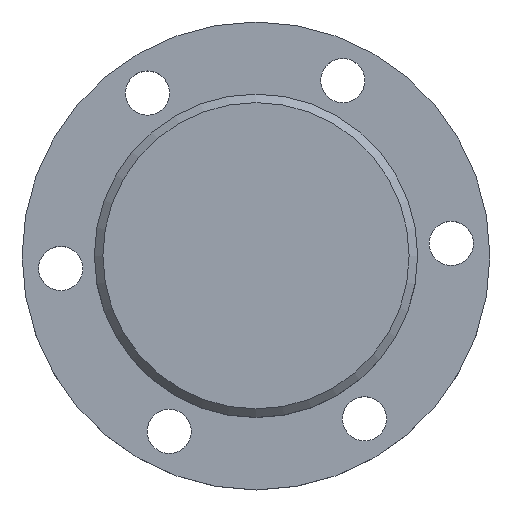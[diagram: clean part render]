
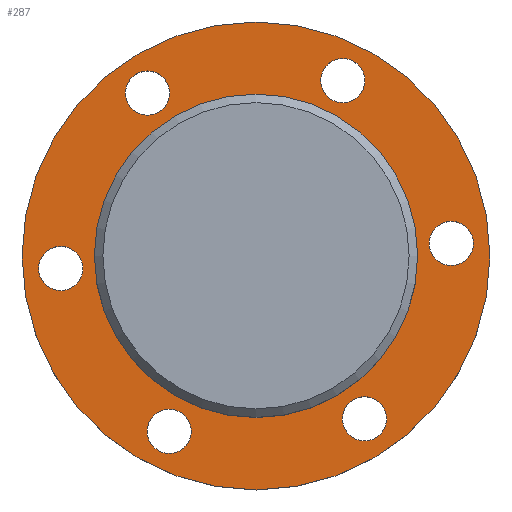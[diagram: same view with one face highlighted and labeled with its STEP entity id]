
A CAD part, top view. The second image highlights one B-rep face of the part: STEP entity #287.
In plain terms, the highlighted planar face has unit normal (0, 0, 1).
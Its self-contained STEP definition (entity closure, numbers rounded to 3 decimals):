
#23=FACE_BOUND('',#76,.T.);
#24=FACE_BOUND('',#77,.T.);
#25=FACE_BOUND('',#78,.T.);
#26=FACE_BOUND('',#79,.T.);
#27=FACE_BOUND('',#80,.T.);
#28=FACE_BOUND('',#81,.T.);
#29=FACE_BOUND('',#82,.T.);
#35=PLANE('',#337);
#49=FACE_OUTER_BOUND('',#75,.T.);
#75=EDGE_LOOP('',(#235));
#76=EDGE_LOOP('',(#236));
#77=EDGE_LOOP('',(#237));
#78=EDGE_LOOP('',(#238));
#79=EDGE_LOOP('',(#239));
#80=EDGE_LOOP('',(#240));
#81=EDGE_LOOP('',(#241));
#82=EDGE_LOOP('',(#242));
#115=CIRCLE('',#310,27.5);
#118=CIRCLE('',#315,19.);
#129=CIRCLE('',#332,2.6);
#132=CIRCLE('',#338,2.6);
#133=CIRCLE('',#339,2.6);
#134=CIRCLE('',#340,2.6);
#135=CIRCLE('',#341,2.6);
#136=CIRCLE('',#342,2.6);
#138=VERTEX_POINT('',#449);
#141=VERTEX_POINT('',#459);
#152=VERTEX_POINT('',#490);
#155=VERTEX_POINT('',#501);
#156=VERTEX_POINT('',#503);
#157=VERTEX_POINT('',#505);
#158=VERTEX_POINT('',#507);
#159=VERTEX_POINT('',#509);
#162=EDGE_CURVE('',#138,#138,#115,.T.);
#167=EDGE_CURVE('',#141,#141,#118,.F.);
#180=EDGE_CURVE('',#152,#152,#129,.T.);
#185=EDGE_CURVE('',#155,#155,#132,.T.);
#186=EDGE_CURVE('',#156,#156,#133,.T.);
#187=EDGE_CURVE('',#157,#157,#134,.T.);
#188=EDGE_CURVE('',#158,#158,#135,.T.);
#189=EDGE_CURVE('',#159,#159,#136,.T.);
#235=ORIENTED_EDGE('',*,*,#162,.T.);
#236=ORIENTED_EDGE('',*,*,#185,.T.);
#237=ORIENTED_EDGE('',*,*,#186,.T.);
#238=ORIENTED_EDGE('',*,*,#187,.T.);
#239=ORIENTED_EDGE('',*,*,#188,.T.);
#240=ORIENTED_EDGE('',*,*,#189,.T.);
#241=ORIENTED_EDGE('',*,*,#180,.T.);
#242=ORIENTED_EDGE('',*,*,#167,.T.);
#287=ADVANCED_FACE('',(#49,#23,#24,#25,#26,#27,#28,#29),#35,.F.);
#310=AXIS2_PLACEMENT_3D('',#451,#356,#357);
#315=AXIS2_PLACEMENT_3D('',#461,#368,#369);
#332=AXIS2_PLACEMENT_3D('',#491,#404,#405);
#337=AXIS2_PLACEMENT_3D('',#500,#416,#417);
#338=AXIS2_PLACEMENT_3D('',#502,#418,#419);
#339=AXIS2_PLACEMENT_3D('',#504,#420,#421);
#340=AXIS2_PLACEMENT_3D('',#506,#422,#423);
#341=AXIS2_PLACEMENT_3D('',#508,#424,#425);
#342=AXIS2_PLACEMENT_3D('',#510,#426,#427);
#356=DIRECTION('center_axis',(0.,0.,1.));
#357=DIRECTION('ref_axis',(1.,0.,0.));
#368=DIRECTION('center_axis',(0.,0.,1.));
#369=DIRECTION('ref_axis',(-1.,0.,0.));
#404=DIRECTION('center_axis',(0.,0.,-1.));
#405=DIRECTION('ref_axis',(-1.,0.,0.));
#416=DIRECTION('center_axis',(0.,0.,-1.));
#417=DIRECTION('ref_axis',(-1.,0.,0.));
#418=DIRECTION('center_axis',(0.,0.,-1.));
#419=DIRECTION('ref_axis',(-0.5,0.866,0.));
#420=DIRECTION('center_axis',(0.,0.,-1.));
#421=DIRECTION('ref_axis',(0.5,0.866,0.));
#422=DIRECTION('center_axis',(0.,0.,-1.));
#423=DIRECTION('ref_axis',(1.,0.,0.));
#424=DIRECTION('center_axis',(0.,0.,-1.));
#425=DIRECTION('ref_axis',(0.5,-0.866,0.));
#426=DIRECTION('center_axis',(0.,0.,-1.));
#427=DIRECTION('ref_axis',(-0.5,-0.866,0.));
#449=CARTESIAN_POINT('',(-27.5,0.,7.));
#451=CARTESIAN_POINT('Origin',(0.,0.,7.));
#459=CARTESIAN_POINT('',(19.,0.,7.));
#461=CARTESIAN_POINT('Origin',(0.,0.,7.));
#490=CARTESIAN_POINT('',(-20.353,-1.469,7.));
#491=CARTESIAN_POINT('Origin',(-22.953,-1.469,7.));
#500=CARTESIAN_POINT('Origin',(0.,0.,7.));
#501=CARTESIAN_POINT('',(-11.449,16.892,7.));
#502=CARTESIAN_POINT('Origin',(-12.749,19.143,7.));
#503=CARTESIAN_POINT('',(8.904,18.361,7.));
#504=CARTESIAN_POINT('Origin',(10.204,20.613,7.));
#505=CARTESIAN_POINT('',(20.353,1.469,7.));
#506=CARTESIAN_POINT('Origin',(22.953,1.469,7.));
#507=CARTESIAN_POINT('',(11.449,-16.892,7.));
#508=CARTESIAN_POINT('Origin',(12.749,-19.143,7.));
#509=CARTESIAN_POINT('',(-8.904,-18.361,7.));
#510=CARTESIAN_POINT('Origin',(-10.204,-20.613,7.));
